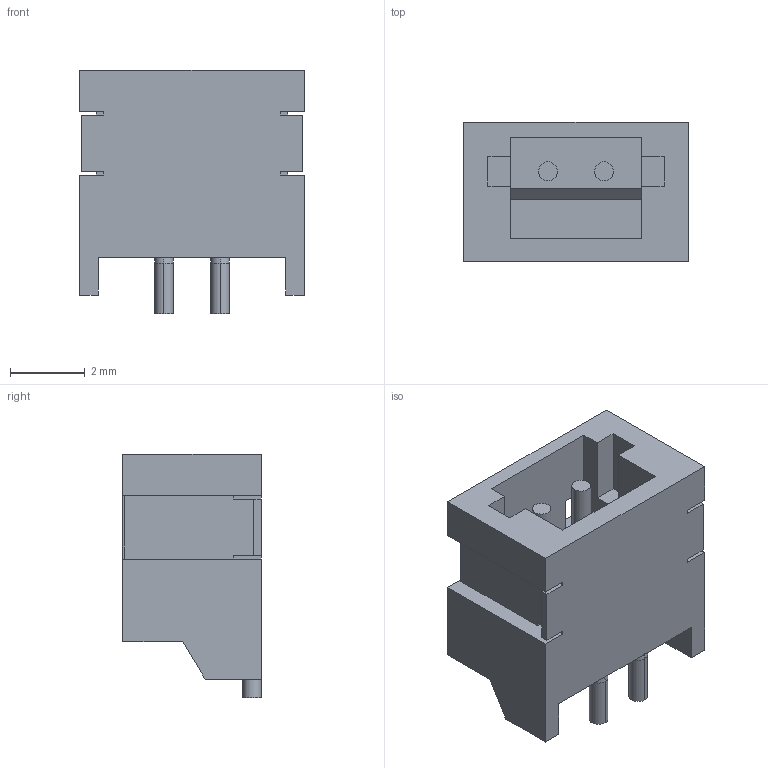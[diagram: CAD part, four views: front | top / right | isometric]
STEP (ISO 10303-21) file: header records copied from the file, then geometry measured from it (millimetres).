
FILE_DESCRIPTION (( 'STEP AP214' ), '1' );
FILE_NAME ('JST_S2B-ZR-SM4A-TF.STEP', '2018-11-29T11:22:31', ( '' ), ( '' ), 'SwSTEP 2.0', 'SolidWorks 2018', '' );
FILE_SCHEMA (( 'AUTOMOTIVE_DESIGN' ));
Length unit declared in the file: millimetre
Products named in the file (1): JST_S2B-ZR-SM4A-TF
Bounding box: 6 x 3.7 x 6.5 mm (x, y, z)
Volume: 76 mm3; surface area: 214.8 mm2
Topology: 1 solids, 1 shells, 77 faces, 212 edges, 140 vertices
Faces by surface type: plane 65, cylinder 8, bspline 4
Entity records: 2908 total; most frequent: CARTESIAN_POINT 554, ORIENTED_EDGE 424, DIRECTION 376, EDGE_CURVE 212, VECTOR 188, LINE 188, VERTEX_POINT 140, AXIS2_PLACEMENT_3D 94
